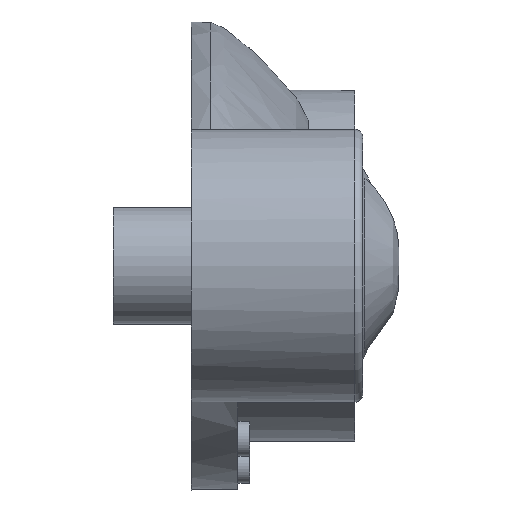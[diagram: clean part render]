
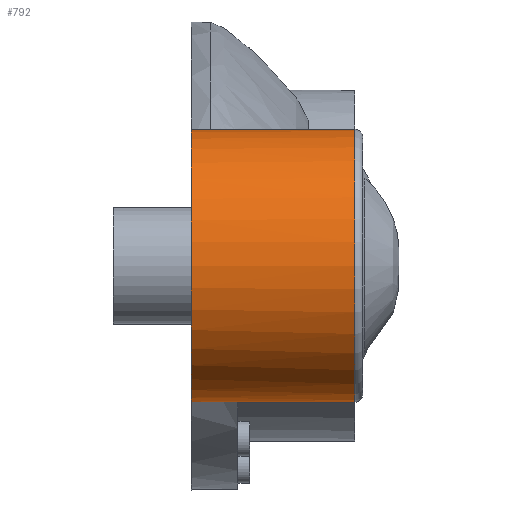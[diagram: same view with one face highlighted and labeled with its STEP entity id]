
A CAD part, left-side view. The second image highlights one B-rep face of the part: STEP entity #792.
In plain terms, the highlighted cylindrical face has radius 35 mm (diameter 70 mm), a full revolution.
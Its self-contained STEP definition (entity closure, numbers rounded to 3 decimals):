
#49=B_SPLINE_CURVE_WITH_KNOTS('',3,(#1502,#1503,#1504,#1505,#1506,#1507,
#1508,#1509,#1510,#1511,#1512,#1513,#1514,#1515,#1516,#1517,#1518,#1519),
 .UNSPECIFIED.,.F.,.F.,(4,2,2,2,2,2,2,2,4),(0.,0.064,0.236,
0.717,1.302,1.579,1.673,1.706,
1.732),.UNSPECIFIED.);
#54=B_SPLINE_CURVE_WITH_KNOTS('',3,(#1621,#1622,#1623,#1624,#1625,#1626,
#1627,#1628,#1629,#1630,#1631,#1632,#1633,#1634,#1635,#1636,#1637,#1638),
 .UNSPECIFIED.,.F.,.F.,(4,2,2,2,2,2,2,2,4),(0.,0.044,0.148,
0.382,0.906,1.496,1.759,1.854,
1.913),.UNSPECIFIED.);
#127=FACE_OUTER_BOUND('',#203,.T.);
#203=EDGE_LOOP('',(#660,#661,#662,#663,#664,#665,#666,#667,#668,#669,#670));
#225=LINE('',#1224,#253);
#243=LINE('',#1647,#271);
#245=LINE('',#1669,#273);
#253=VECTOR('',#962,10.);
#271=VECTOR('',#1122,10.);
#273=VECTOR('',#1150,35.);
#322=CIRCLE('',#904,35.);
#327=CIRCLE('',#910,35.);
#328=CIRCLE('',#911,35.);
#330=CIRCLE('',#915,35.);
#331=CIRCLE('',#916,35.);
#346=VERTEX_POINT('',#1222);
#347=VERTEX_POINT('',#1223);
#390=VERTEX_POINT('',#1501);
#393=VERTEX_POINT('',#1613);
#394=VERTEX_POINT('',#1620);
#395=VERTEX_POINT('',#1646);
#399=VERTEX_POINT('',#1659);
#400=VERTEX_POINT('',#1661);
#402=VERTEX_POINT('',#1668);
#418=EDGE_CURVE('',#346,#347,#225,.T.);
#479=EDGE_CURVE('',#347,#390,#49,.F.);
#484=EDGE_CURVE('',#393,#394,#54,.F.);
#486=EDGE_CURVE('',#395,#394,#243,.T.);
#489=EDGE_CURVE('',#393,#390,#322,.T.);
#494=EDGE_CURVE('',#399,#400,#327,.T.);
#495=EDGE_CURVE('',#400,#399,#328,.T.);
#497=EDGE_CURVE('',#400,#402,#245,.T.);
#498=EDGE_CURVE('',#395,#402,#330,.T.);
#499=EDGE_CURVE('',#402,#346,#331,.T.);
#660=ORIENTED_EDGE('',*,*,#495,.F.);
#661=ORIENTED_EDGE('',*,*,#497,.T.);
#662=ORIENTED_EDGE('',*,*,#498,.F.);
#663=ORIENTED_EDGE('',*,*,#486,.T.);
#664=ORIENTED_EDGE('',*,*,#484,.F.);
#665=ORIENTED_EDGE('',*,*,#489,.T.);
#666=ORIENTED_EDGE('',*,*,#479,.F.);
#667=ORIENTED_EDGE('',*,*,#418,.F.);
#668=ORIENTED_EDGE('',*,*,#499,.F.);
#669=ORIENTED_EDGE('',*,*,#497,.F.);
#670=ORIENTED_EDGE('',*,*,#494,.F.);
#741=CYLINDRICAL_SURFACE('',#914,35.);
#792=ADVANCED_FACE('',(#127),#741,.T.);
#904=AXIS2_PLACEMENT_3D('',#1652,#1128,#1129);
#910=AXIS2_PLACEMENT_3D('',#1662,#1140,#1141);
#911=AXIS2_PLACEMENT_3D('',#1663,#1142,#1143);
#914=AXIS2_PLACEMENT_3D('',#1667,#1148,#1149);
#915=AXIS2_PLACEMENT_3D('',#1670,#1151,#1152);
#916=AXIS2_PLACEMENT_3D('',#1671,#1153,#1154);
#962=DIRECTION('',(0.,-1.,0.));
#1122=DIRECTION('',(0.,-1.,0.));
#1128=DIRECTION('center_axis',(0.,-1.,0.));
#1129=DIRECTION('ref_axis',(1.,0.,0.));
#1140=DIRECTION('center_axis',(0.,-1.,0.));
#1141=DIRECTION('ref_axis',(1.,0.,0.));
#1142=DIRECTION('center_axis',(0.,-1.,0.));
#1143=DIRECTION('ref_axis',(1.,0.,0.));
#1148=DIRECTION('center_axis',(0.,-1.,0.));
#1149=DIRECTION('ref_axis',(1.,0.,0.));
#1150=DIRECTION('',(0.,1.,0.));
#1151=DIRECTION('center_axis',(0.,1.,0.));
#1152=DIRECTION('ref_axis',(1.,0.,0.));
#1153=DIRECTION('center_axis',(0.,1.,0.));
#1154=DIRECTION('ref_axis',(1.,0.,0.));
#1222=CARTESIAN_POINT('',(-333.922,12.,31.088));
#1223=CARTESIAN_POINT('',(-333.922,7.,31.088));
#1224=CARTESIAN_POINT('',(-333.922,10.,31.088));
#1501=CARTESIAN_POINT('',(-316.658,-18.,10.644));
#1502=CARTESIAN_POINT('Ctrl Pts',(-316.658,-18.,10.644));
#1503=CARTESIAN_POINT('Ctrl Pts',(-316.723,-18.,10.848));
#1504=CARTESIAN_POINT('Ctrl Pts',(-316.796,-17.948,11.07));
#1505=CARTESIAN_POINT('Ctrl Pts',(-317.039,-17.725,11.783));
#1506=CARTESIAN_POINT('Ctrl Pts',(-317.275,-17.389,12.44));
#1507=CARTESIAN_POINT('Ctrl Pts',(-318.445,-15.541,15.314));
#1508=CARTESIAN_POINT('Ctrl Pts',(-319.909,-12.939,18.31));
#1509=CARTESIAN_POINT('Ctrl Pts',(-325.295,-5.083,25.258));
#1510=CARTESIAN_POINT('Ctrl Pts',(-328.518,-1.132,27.757));
#1511=CARTESIAN_POINT('Ctrl Pts',(-331.758,3.041,29.896));
#1512=CARTESIAN_POINT('Ctrl Pts',(-332.641,4.23,30.399));
#1513=CARTESIAN_POINT('Ctrl Pts',(-333.411,5.524,30.82));
#1514=CARTESIAN_POINT('Ctrl Pts',(-333.622,5.912,30.932));
#1515=CARTESIAN_POINT('Ctrl Pts',(-333.81,6.408,31.03));
#1516=CARTESIAN_POINT('Ctrl Pts',(-333.854,6.545,31.053));
#1517=CARTESIAN_POINT('Ctrl Pts',(-333.906,6.784,31.08));
#1518=CARTESIAN_POINT('Ctrl Pts',(-333.922,6.893,31.088));
#1519=CARTESIAN_POINT('Ctrl Pts',(-333.922,7.,31.088));
#1613=CARTESIAN_POINT('',(-315.19,-18.,3.642));
#1620=CARTESIAN_POINT('',(-322.891,7.,-22.138));
#1621=CARTESIAN_POINT('Ctrl Pts',(-322.891,7.,-22.138));
#1622=CARTESIAN_POINT('Ctrl Pts',(-322.891,6.854,-22.138));
#1623=CARTESIAN_POINT('Ctrl Pts',(-322.87,6.702,-22.112));
#1624=CARTESIAN_POINT('Ctrl Pts',(-322.776,6.233,-21.997));
#1625=CARTESIAN_POINT('Ctrl Pts',(-322.652,5.872,-21.843));
#1626=CARTESIAN_POINT('Ctrl Pts',(-322.22,4.777,-21.295));
#1627=CARTESIAN_POINT('Ctrl Pts',(-321.764,3.864,-20.702));
#1628=CARTESIAN_POINT('Ctrl Pts',(-320.082,0.582,-18.277));
#1629=CARTESIAN_POINT('Ctrl Pts',(-318.404,-2.554,-15.549));
#1630=CARTESIAN_POINT('Ctrl Pts',(-315.599,-10.256,-7.788));
#1631=CARTESIAN_POINT('Ctrl Pts',(-315.122,-13.441,-4.041));
#1632=CARTESIAN_POINT('Ctrl Pts',(-314.978,-16.349,-0.005));
#1633=CARTESIAN_POINT('Ctrl Pts',(-315.006,-17.033,1.082));
#1634=CARTESIAN_POINT('Ctrl Pts',(-315.073,-17.623,2.278));
#1635=CARTESIAN_POINT('Ctrl Pts',(-315.097,-17.778,2.631));
#1636=CARTESIAN_POINT('Ctrl Pts',(-315.144,-17.944,3.178));
#1637=CARTESIAN_POINT('Ctrl Pts',(-315.167,-18.,3.421));
#1638=CARTESIAN_POINT('Ctrl Pts',(-315.19,-18.,3.642));
#1646=CARTESIAN_POINT('',(-322.891,12.,-22.138));
#1647=CARTESIAN_POINT('',(-322.891,12.,-22.138));
#1652=CARTESIAN_POINT('Origin',(-350.,-18.,0.));
#1659=CARTESIAN_POINT('',(-350.,-30.,35.));
#1661=CARTESIAN_POINT('',(-385.,-30.,0.));
#1662=CARTESIAN_POINT('Origin',(-350.,-30.,0.));
#1663=CARTESIAN_POINT('Origin',(-350.,-30.,0.));
#1667=CARTESIAN_POINT('Origin',(-350.,10.,0.));
#1668=CARTESIAN_POINT('',(-385.,12.,0.));
#1669=CARTESIAN_POINT('',(-385.,10.,0.));
#1670=CARTESIAN_POINT('Origin',(-350.,12.,0.));
#1671=CARTESIAN_POINT('Origin',(-350.,12.,0.));
